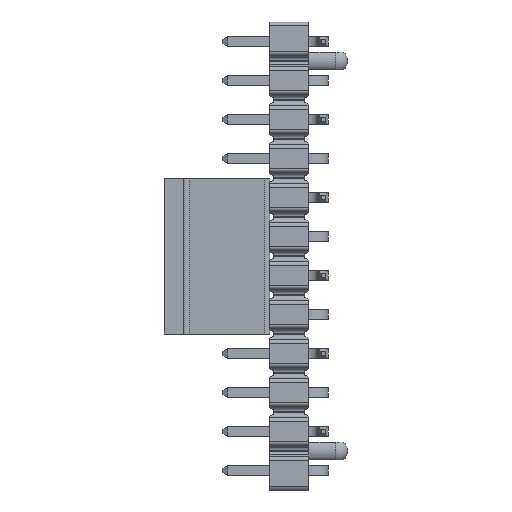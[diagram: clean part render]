
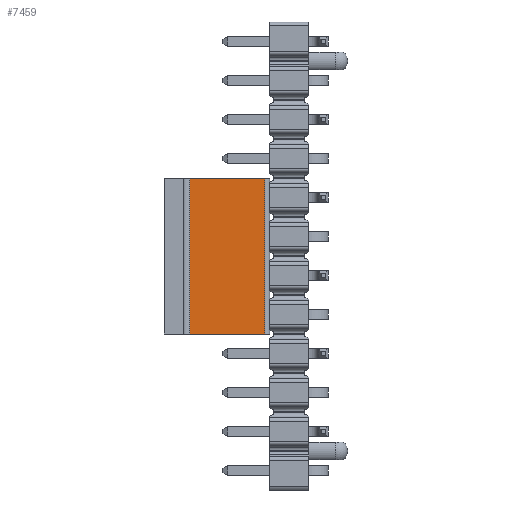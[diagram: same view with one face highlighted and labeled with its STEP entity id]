
A CAD part, left-side view. The second image highlights one B-rep face of the part: STEP entity #7459.
In plain terms, the highlighted face is planar.
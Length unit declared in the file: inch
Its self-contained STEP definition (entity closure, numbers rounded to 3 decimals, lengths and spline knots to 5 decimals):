
#232 = CARTESIAN_POINT ( 'NONE',  ( -0.2, -0.2075, -0.042 ) ) ;
#2053 = ORIENTED_EDGE ( 'NONE', *, *, #19845, .F. ) ;
#2054 = ORIENTED_EDGE ( 'NONE', *, *, #19815, .T. ) ;
#2055 = ORIENTED_EDGE ( 'NONE', *, *, #19941, .T. ) ;
#2056 = ORIENTED_EDGE ( 'NONE', *, *, #19829, .T. ) ;
#2306 = EDGE_LOOP ( 'NONE', ( #2053, #2054, #2055, #2056 ) ) ;
#3156 = VERTEX_POINT ( 'NONE', #232 ) ;
#4211 = VERTEX_POINT ( 'NONE', #10868 ) ;
#5126 = DIRECTION ( 'NONE',  ( 0., -1., 0. ) ) ;
#5127 = CARTESIAN_POINT ( 'NONE',  ( 0.2, -0.2075, -0.042 ) ) ;
#5293 = DIRECTION ( 'NONE',  ( 0., -1., 0. ) ) ;
#5295 = CARTESIAN_POINT ( 'NONE',  ( -0.2, -0.2075, -0.042 ) ) ;
#5313 = DIRECTION ( 'NONE',  ( -1., 0., 0. ) ) ;
#5322 = CARTESIAN_POINT ( 'NONE',  ( 0.42142, -0.2075, -0.042 ) ) ;
#5332 = DIRECTION ( 'NONE',  ( 1., 0., 0. ) ) ;
#5334 = CARTESIAN_POINT ( 'NONE',  ( 0.42142, -0.015, -0.042 ) ) ;
#5927 = CARTESIAN_POINT ( 'NONE',  ( 0.2, -0.015, -0.042 ) ) ;
#5944 = CARTESIAN_POINT ( 'NONE',  ( -0.2, -0.015, -0.042 ) ) ;
#7459 = ADVANCED_FACE ( 'NONE', ( #17458 ), #8577, .F. ) ;
#8569 = DIRECTION ( 'NONE',  ( 0., -1., 0. ) ) ;
#8570 = DIRECTION ( 'NONE',  ( 0., 0., 1. ) ) ;
#8577 = PLANE ( 'NONE',  #10255 ) ;
#8579 = CARTESIAN_POINT ( 'NONE',  ( 0.42142, -0.2075, -0.042 ) ) ;
#9649 = VERTEX_POINT ( 'NONE', #5944 ) ;
#9661 = VERTEX_POINT ( 'NONE', #5927 ) ;
#10255 = AXIS2_PLACEMENT_3D ( 'NONE', #8579, #8570, #8569 ) ;
#10868 = CARTESIAN_POINT ( 'NONE',  ( 0.2, -0.2075, -0.042 ) ) ;
#17458 = FACE_OUTER_BOUND ( 'NONE', #2306, .T. ) ;
#19815 = EDGE_CURVE ( 'NONE', #9649, #9661, #21374, .T. ) ;
#19829 = EDGE_CURVE ( 'NONE', #4211, #3156, #21386, .T. ) ;
#19845 = EDGE_CURVE ( 'NONE', #9649, #3156, #21403, .T. ) ;
#19941 = EDGE_CURVE ( 'NONE', #9661, #4211, #21493, .T. ) ;
#21374 = LINE ( 'NONE', #5334, #21375 ) ;
#21375 = VECTOR ( 'NONE', #5332, 39.37008 ) ;
#21386 = LINE ( 'NONE', #5322, #21388 ) ;
#21388 = VECTOR ( 'NONE', #5313, 39.37008 ) ;
#21403 = LINE ( 'NONE', #5295, #21404 ) ;
#21404 = VECTOR ( 'NONE', #5293, 39.37008 ) ;
#21493 = LINE ( 'NONE', #5127, #21494 ) ;
#21494 = VECTOR ( 'NONE', #5126, 39.37008 ) ;
